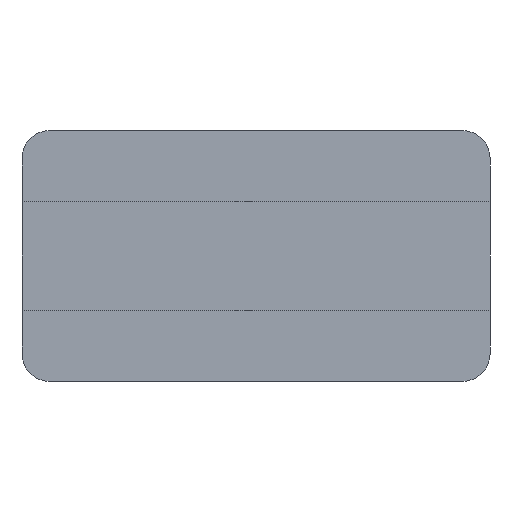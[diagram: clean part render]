
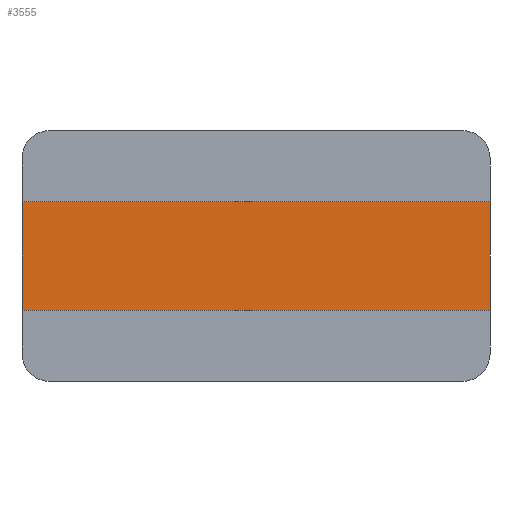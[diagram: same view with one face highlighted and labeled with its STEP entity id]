
A CAD part, front view. The second image highlights one B-rep face of the part: STEP entity #3555.
In plain terms, the highlighted planar face has unit normal (0, -1, 0).
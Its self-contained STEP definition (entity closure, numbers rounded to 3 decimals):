
#209=DIRECTION('',(0.,0.,-1.));
#210=VECTOR('',#209,20.);
#211=CARTESIAN_POINT('',(43.,-16.,10.));
#212=LINE('',#211,#210);
#213=DIRECTION('',(-1.,0.,0.));
#214=VECTOR('',#213,86.);
#215=CARTESIAN_POINT('',(43.,-16.,-10.));
#216=LINE('',#215,#214);
#217=DIRECTION('',(0.,0.,1.));
#218=VECTOR('',#217,20.);
#219=CARTESIAN_POINT('',(-43.,-16.,-10.));
#220=LINE('',#219,#218);
#230=DIRECTION('',(-1.,0.,0.));
#231=VECTOR('',#230,86.);
#232=CARTESIAN_POINT('',(43.,-16.,10.));
#233=LINE('',#232,#231);
#2898=CARTESIAN_POINT('',(43.,-16.,10.));
#2899=CARTESIAN_POINT('',(-43.,-16.,10.));
#2900=VERTEX_POINT('',#2898);
#2901=VERTEX_POINT('',#2899);
#2902=CARTESIAN_POINT('',(43.,-16.,-10.));
#2903=VERTEX_POINT('',#2902);
#2904=CARTESIAN_POINT('',(-43.,-16.,-10.));
#2905=VERTEX_POINT('',#2904);
#3540=CARTESIAN_POINT('',(0.,-16.,0.));
#3541=DIRECTION('',(0.,1.,0.));
#3542=DIRECTION('',(1.,0.,0.));
#3543=AXIS2_PLACEMENT_3D('',#3540,#3541,#3542);
#3544=PLANE('',#3543);
#3546=ORIENTED_EDGE('',*,*,#3545,.F.);
#3548=ORIENTED_EDGE('',*,*,#3547,.T.);
#3550=ORIENTED_EDGE('',*,*,#3549,.T.);
#3552=ORIENTED_EDGE('',*,*,#3551,.T.);
#3553=EDGE_LOOP('',(#3546,#3548,#3550,#3552));
#3554=FACE_OUTER_BOUND('',#3553,.F.);
#3545=EDGE_CURVE('',#2900,#2901,#233,.T.);
#3547=EDGE_CURVE('',#2900,#2903,#212,.T.);
#3549=EDGE_CURVE('',#2903,#2905,#216,.T.);
#3551=EDGE_CURVE('',#2905,#2901,#220,.T.);
#3555=ADVANCED_FACE('',(#3554),#3544,.F.);
